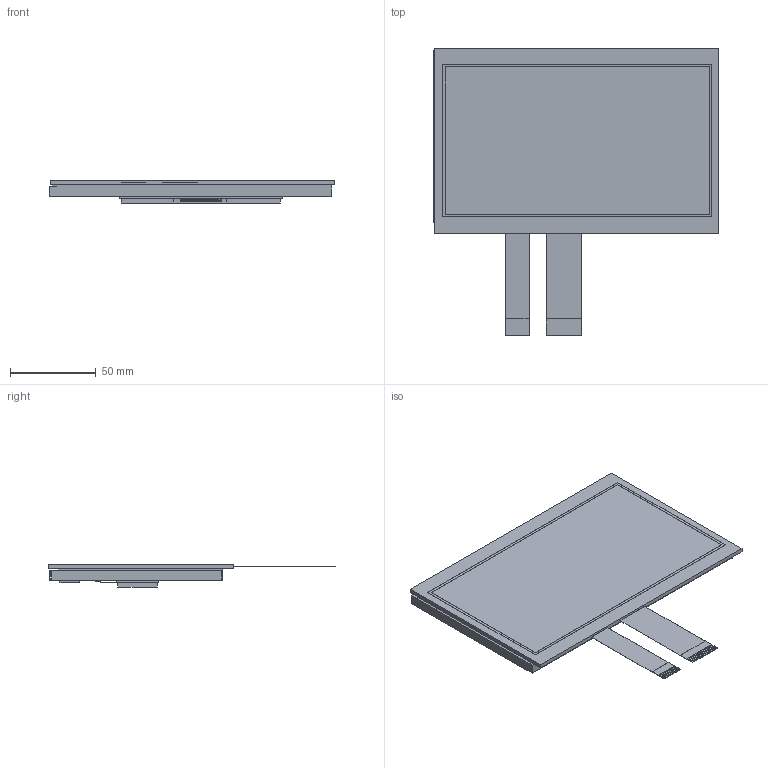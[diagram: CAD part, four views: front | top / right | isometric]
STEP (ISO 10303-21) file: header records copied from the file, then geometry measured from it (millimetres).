
FILE_DESCRIPTION(/* description */ (''),/* implementation_level */ '2;1');
FILE_NAME(/* name */ '',/* time_stamp */ '2025-09-30T16:05:27+09:00',/* author */ (''),/* organization */ (''),/* preprocessor_version */ 'ST-DEVELOPER v20',/* originating_system */ 'Autodesk Inventor 2024',/* authorisation */ '');
FILE_SCHEMA (('AUTOMOTIVE_DESIGN { 1 0 10303 214 3 1 1 }'));
Length unit declared in the file: millimetre
Products named in the file (1): TK-SPA07BWS-101
Bounding box: 166.62 x 168 x 13.03 mm (x, y, z)
Volume: 148438.7 mm3; surface area: 79564.6 mm2
Topology: 1 solids, 2 shells, 1374 faces, 3920 edges, 2572 vertices
Faces by surface type: plane 1162, cylinder 212
Entity records: 44255 total; most frequent: CARTESIAN_POINT 7867, ORIENTED_EDGE 7840, DIRECTION 7120, EDGE_CURVE 3920, LINE 3470, VECTOR 3470, VERTEX_POINT 2572, AXIS2_PLACEMENT_3D 1825
